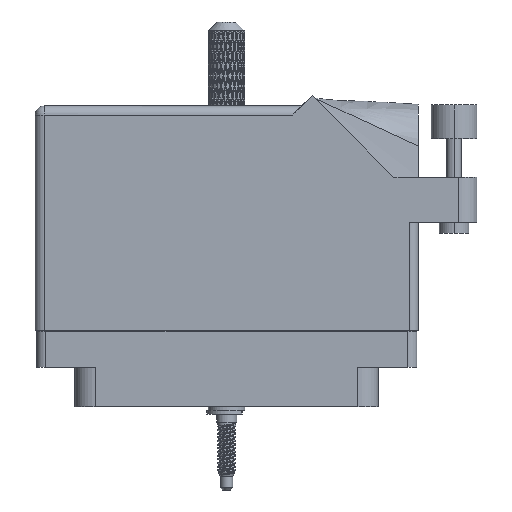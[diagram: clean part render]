
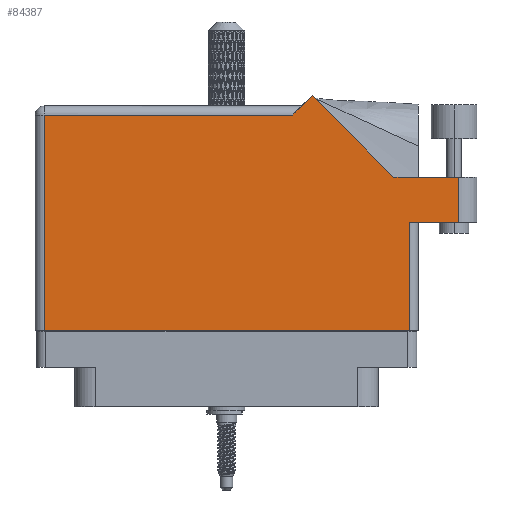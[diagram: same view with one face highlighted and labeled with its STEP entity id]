
A CAD part, front view. The second image highlights one B-rep face of the part: STEP entity #84387.
In plain terms, the highlighted face is planar.
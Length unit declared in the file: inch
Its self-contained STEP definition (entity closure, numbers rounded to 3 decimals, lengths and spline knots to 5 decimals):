
#434 = FACE_OUTER_BOUND ( 'NONE', #94993, .T. ) ;
#978 = VECTOR ( 'NONE', #56667, 39.37008 ) ;
#1764 = CARTESIAN_POINT ( 'NONE',  ( 1.306, 0.637, 0.455 ) ) ;
#3507 = ORIENTED_EDGE ( 'NONE', *, *, #8138, .T. ) ;
#7656 = EDGE_CURVE ( 'NONE', #18531, #112701, #85846, .T. ) ;
#8138 = EDGE_CURVE ( 'NONE', #112701, #25749, #50361, .T. ) ;
#9495 = VERTEX_POINT ( 'NONE', #64750 ) ;
#9877 = DIRECTION ( 'NONE',  ( -0.707, 0.707, 0. ) ) ;
#10668 = CARTESIAN_POINT ( 'NONE',  ( 1.581, 0.944, 0.455 ) ) ;
#11717 = DIRECTION ( 'NONE',  ( -1., 0., 0. ) ) ;
#14917 = DIRECTION ( 'NONE',  ( 1., 0., 0. ) ) ;
#15929 = VERTEX_POINT ( 'NONE', #109128 ) ;
#17429 = CARTESIAN_POINT ( 'NONE',  ( -1.244, -0.1, 0.455 ) ) ;
#17566 = EDGE_CURVE ( 'NONE', #71234, #9495, #71657, .T. ) ;
#18531 = VERTEX_POINT ( 'NONE', #70715 ) ;
#19529 = ORIENTED_EDGE ( 'NONE', *, *, #17566, .T. ) ;
#21268 = ORIENTED_EDGE ( 'NONE', *, *, #106925, .T. ) ;
#25749 = VERTEX_POINT ( 'NONE', #93974 ) ;
#26691 = ORIENTED_EDGE ( 'NONE', *, *, #60691, .T. ) ;
#37334 = VECTOR ( 'NONE', #92741, 39.37008 ) ;
#38505 = DIRECTION ( 'NONE',  ( 0., 0., -1. ) ) ;
#39348 = DIRECTION ( 'NONE',  ( -1., 0., 0. ) ) ;
#40860 = ORIENTED_EDGE ( 'NONE', *, *, #46070, .T. ) ;
#43255 = ORIENTED_EDGE ( 'NONE', *, *, #80294, .T. ) ;
#45062 = ORIENTED_EDGE ( 'NONE', *, *, #99964, .T. ) ;
#46070 = EDGE_CURVE ( 'NONE', #63923, #71234, #68743, .T. ) ;
#46765 = CARTESIAN_POINT ( 'NONE',  ( 1.14042, 0.944, 0.455 ) ) ;
#48355 = CARTESIAN_POINT ( 'NONE',  ( 0.513, 1.43, 0.455 ) ) ;
#48399 = CARTESIAN_POINT ( 'NONE',  ( -1.306, 1.43, 0.455 ) ) ;
#49342 = LINE ( 'NONE', #48355, #978 ) ;
#50109 = CARTESIAN_POINT ( 'NONE',  ( 1.244, 0.637, 0.455 ) ) ;
#50361 = LINE ( 'NONE', #46765, #117041 ) ;
#51792 = CARTESIAN_POINT ( 'NONE',  ( -1.306, -0.1, 0.455 ) ) ;
#53201 = VECTOR ( 'NONE', #11717, 39.37008 ) ;
#53820 = ORIENTED_EDGE ( 'NONE', *, *, #7656, .T. ) ;
#56667 = DIRECTION ( 'NONE',  ( -0.707, -0.707, 0. ) ) ;
#59379 = VECTOR ( 'NONE', #86600, 39.37008 ) ;
#60691 = EDGE_CURVE ( 'NONE', #25749, #15929, #49342, .T. ) ;
#61713 = VECTOR ( 'NONE', #14917, 39.37008 ) ;
#63923 = VERTEX_POINT ( 'NONE', #17429 ) ;
#64750 = CARTESIAN_POINT ( 'NONE',  ( 1.244, 0.637, 0.455 ) ) ;
#65862 = EDGE_CURVE ( 'NONE', #69544, #18531, #109648, .T. ) ;
#66291 = CARTESIAN_POINT ( 'NONE',  ( -1.306, 1.368, 0.455 ) ) ;
#67011 = PLANE ( 'NONE',  #83751 ) ;
#68743 = LINE ( 'NONE', #51792, #61713 ) ;
#69544 = VERTEX_POINT ( 'NONE', #72990 ) ;
#70715 = CARTESIAN_POINT ( 'NONE',  ( 1.581, 0.944, 0.455 ) ) ;
#71234 = VERTEX_POINT ( 'NONE', #117393 ) ;
#71657 = LINE ( 'NONE', #50109, #107164 ) ;
#72428 = LINE ( 'NONE', #1764, #114999 ) ;
#72990 = CARTESIAN_POINT ( 'NONE',  ( 1.581, 0.637, 0.455 ) ) ;
#76134 = CARTESIAN_POINT ( 'NONE',  ( 1.14042, 0.944, 0.455 ) ) ;
#77634 = VECTOR ( 'NONE', #39348, 39.37008 ) ;
#80294 = EDGE_CURVE ( 'NONE', #107242, #63923, #104797, .T. ) ;
#83751 = AXIS2_PLACEMENT_3D ( 'NONE', #48399, #38505, #101910 ) ;
#84387 = ADVANCED_FACE ( 'NONE', ( #434 ), #67011, .F. ) ;
#84823 = CARTESIAN_POINT ( 'NONE',  ( -1.244, 1.368, 0.455 ) ) ;
#85846 = LINE ( 'NONE', #111232, #53201 ) ;
#86600 = DIRECTION ( 'NONE',  ( 0., -1., 0. ) ) ;
#92293 = DIRECTION ( 'NONE',  ( 1., 0., 0. ) ) ;
#92741 = DIRECTION ( 'NONE',  ( 0., 1., 0. ) ) ;
#93974 = CARTESIAN_POINT ( 'NONE',  ( 0.58371, 1.50071, 0.455 ) ) ;
#94993 = EDGE_LOOP ( 'NONE', ( #21268, #102992, #53820, #3507, #26691, #45062, #43255, #40860, #19529 ) ) ;
#97718 = DIRECTION ( 'NONE',  ( 0., 1., 0. ) ) ;
#99964 = EDGE_CURVE ( 'NONE', #15929, #107242, #104644, .T. ) ;
#101910 = DIRECTION ( 'NONE',  ( -1., 0., 0. ) ) ;
#102992 = ORIENTED_EDGE ( 'NONE', *, *, #65862, .T. ) ;
#104644 = LINE ( 'NONE', #66291, #77634 ) ;
#104797 = LINE ( 'NONE', #115938, #59379 ) ;
#106925 = EDGE_CURVE ( 'NONE', #9495, #69544, #72428, .T. ) ;
#107164 = VECTOR ( 'NONE', #97718, 39.37008 ) ;
#107242 = VERTEX_POINT ( 'NONE', #84823 ) ;
#109128 = CARTESIAN_POINT ( 'NONE',  ( 0.451, 1.368, 0.455 ) ) ;
#109648 = LINE ( 'NONE', #10668, #37334 ) ;
#111232 = CARTESIAN_POINT ( 'NONE',  ( 1.706, 0.944, 0.455 ) ) ;
#112701 = VERTEX_POINT ( 'NONE', #76134 ) ;
#114999 = VECTOR ( 'NONE', #92293, 39.37008 ) ;
#115938 = CARTESIAN_POINT ( 'NONE',  ( -1.244, -0.1, 0.455 ) ) ;
#117041 = VECTOR ( 'NONE', #9877, 39.37008 ) ;
#117393 = CARTESIAN_POINT ( 'NONE',  ( 1.244, -0.1, 0.455 ) ) ;
